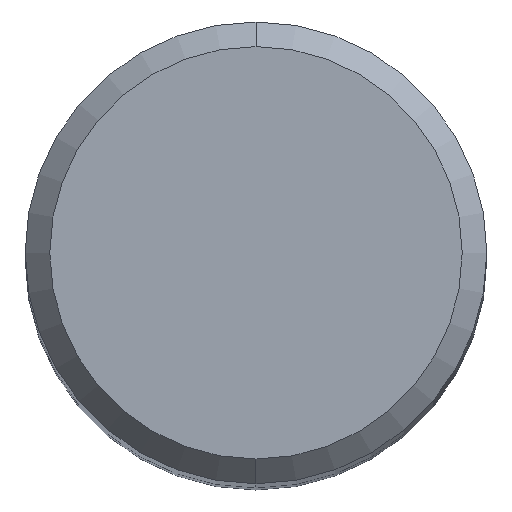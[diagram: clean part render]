
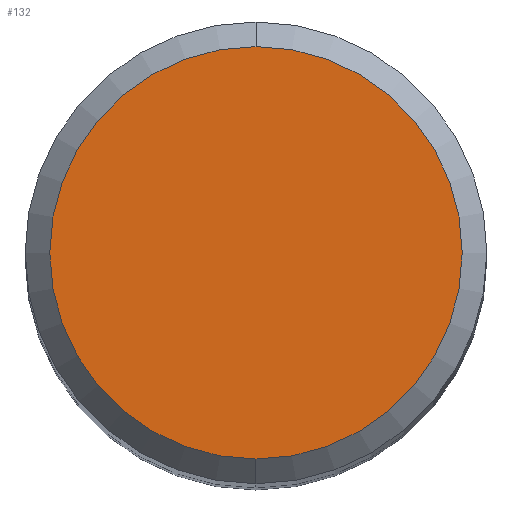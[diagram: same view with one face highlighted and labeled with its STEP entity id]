
A CAD part, top view. The second image highlights one B-rep face of the part: STEP entity #132.
In plain terms, the highlighted planar face has unit normal (0, 0, 1).
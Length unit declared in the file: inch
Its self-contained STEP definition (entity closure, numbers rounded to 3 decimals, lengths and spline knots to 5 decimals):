
#16 = ORIENTED_EDGE ( 'NONE', *, *, #60, .T. ) ;
#23 = DIRECTION ( 'NONE',  ( 0., -1., 0. ) ) ;
#40 = DIRECTION ( 'NONE',  ( 0., 1., 0. ) ) ;
#60 = EDGE_CURVE ( 'NONE', #362, #146, #417, .T. ) ;
#63 = CARTESIAN_POINT ( 'NONE',  ( 0., 0., 0. ) ) ;
#75 = AXIS2_PLACEMENT_3D ( 'NONE', #221, #202, #40 ) ;
#86 = PLANE ( 'NONE',  #75 ) ;
#97 = EDGE_CURVE ( 'NONE', #146, #362, #252, .T. ) ;
#132 = ADVANCED_FACE ( 'NONE', ( #218 ), #86, .F. ) ;
#146 = VERTEX_POINT ( 'NONE', #363 ) ;
#150 = AXIS2_PLACEMENT_3D ( 'NONE', #322, #230, #291 ) ;
#173 = ORIENTED_EDGE ( 'NONE', *, *, #97, .T. ) ;
#202 = DIRECTION ( 'NONE',  ( 0., 0., -1. ) ) ;
#218 = FACE_OUTER_BOUND ( 'NONE', #280, .T. ) ;
#221 = CARTESIAN_POINT ( 'NONE',  ( 0., 0.1675, 0. ) ) ;
#230 = DIRECTION ( 'NONE',  ( 0., 0., 1. ) ) ;
#252 = CIRCLE ( 'NONE', #389, 0.1675 ) ;
#271 = CARTESIAN_POINT ( 'NONE',  ( 0., -0.1675, 0. ) ) ;
#280 = EDGE_LOOP ( 'NONE', ( #173, #16 ) ) ;
#291 = DIRECTION ( 'NONE',  ( 0., -1., 0. ) ) ;
#318 = DIRECTION ( 'NONE',  ( 0., 0., 1. ) ) ;
#322 = CARTESIAN_POINT ( 'NONE',  ( 0., 0., 0. ) ) ;
#362 = VERTEX_POINT ( 'NONE', #271 ) ;
#363 = CARTESIAN_POINT ( 'NONE',  ( 0., 0.1675, 0. ) ) ;
#389 = AXIS2_PLACEMENT_3D ( 'NONE', #63, #318, #23 ) ;
#417 = CIRCLE ( 'NONE', #150, 0.1675 ) ;
